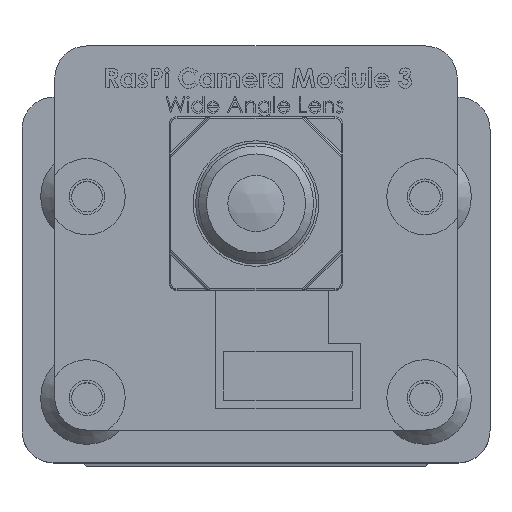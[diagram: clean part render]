
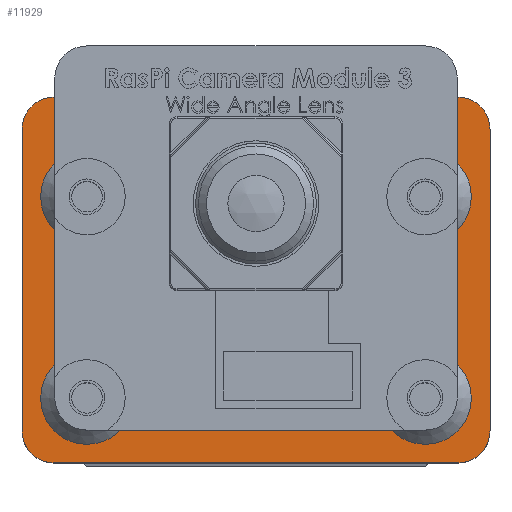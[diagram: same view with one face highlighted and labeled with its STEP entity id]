
A CAD part, top view. The second image highlights one B-rep face of the part: STEP entity #11929.
In plain terms, the highlighted planar face has unit normal (0, 0, 1).
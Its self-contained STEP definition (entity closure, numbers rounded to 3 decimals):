
#863=FACE_BOUND('',#2229,.T.);
#864=FACE_BOUND('',#2230,.T.);
#865=FACE_BOUND('',#2231,.T.);
#866=FACE_BOUND('',#2232,.T.);
#1497=FACE_OUTER_BOUND('',#2228,.T.);
#2228=EDGE_LOOP('',(#10744,#10745,#10746,#10747,#10748,#10749,#10750,#10751));
#2229=EDGE_LOOP('',(#10752));
#2230=EDGE_LOOP('',(#10753));
#2231=EDGE_LOOP('',(#10754));
#2232=EDGE_LOOP('',(#10755));
#2428=CIRCLE('',#12530,2.875);
#2430=CIRCLE('',#12533,2.);
#2431=CIRCLE('',#12534,2.);
#2432=CIRCLE('',#12535,2.);
#2433=CIRCLE('',#12536,2.);
#2434=CIRCLE('',#12537,2.875);
#2435=CIRCLE('',#12538,2.875);
#2436=CIRCLE('',#12539,2.875);
#3495=LINE('',#30457,#4601);
#3496=LINE('',#30461,#4602);
#3497=LINE('',#30465,#4603);
#3498=LINE('',#30468,#4604);
#4601=VECTOR('',#14733,10.);
#4602=VECTOR('',#14736,10.);
#4603=VECTOR('',#14739,10.);
#4604=VECTOR('',#14742,10.);
#5727=VERTEX_POINT('',#30447);
#5729=VERTEX_POINT('',#30453);
#5730=VERTEX_POINT('',#30454);
#5731=VERTEX_POINT('',#30456);
#5732=VERTEX_POINT('',#30458);
#5733=VERTEX_POINT('',#30460);
#5734=VERTEX_POINT('',#30462);
#5735=VERTEX_POINT('',#30464);
#5736=VERTEX_POINT('',#30466);
#5737=VERTEX_POINT('',#30469);
#5738=VERTEX_POINT('',#30471);
#5739=VERTEX_POINT('',#30473);
#7410=EDGE_CURVE('',#5727,#5727,#2428,.T.);
#7413=EDGE_CURVE('',#5729,#5730,#2430,.T.);
#7414=EDGE_CURVE('',#5731,#5729,#3495,.T.);
#7415=EDGE_CURVE('',#5732,#5731,#2431,.T.);
#7416=EDGE_CURVE('',#5732,#5733,#3496,.T.);
#7417=EDGE_CURVE('',#5734,#5733,#2432,.T.);
#7418=EDGE_CURVE('',#5734,#5735,#3497,.T.);
#7419=EDGE_CURVE('',#5736,#5735,#2433,.T.);
#7420=EDGE_CURVE('',#5736,#5730,#3498,.T.);
#7421=EDGE_CURVE('',#5737,#5737,#2434,.T.);
#7422=EDGE_CURVE('',#5738,#5738,#2435,.T.);
#7423=EDGE_CURVE('',#5739,#5739,#2436,.T.);
#10744=ORIENTED_EDGE('',*,*,#7413,.F.);
#10745=ORIENTED_EDGE('',*,*,#7414,.F.);
#10746=ORIENTED_EDGE('',*,*,#7415,.F.);
#10747=ORIENTED_EDGE('',*,*,#7416,.T.);
#10748=ORIENTED_EDGE('',*,*,#7417,.F.);
#10749=ORIENTED_EDGE('',*,*,#7418,.T.);
#10750=ORIENTED_EDGE('',*,*,#7419,.F.);
#10751=ORIENTED_EDGE('',*,*,#7420,.T.);
#10752=ORIENTED_EDGE('',*,*,#7421,.F.);
#10753=ORIENTED_EDGE('',*,*,#7422,.F.);
#10754=ORIENTED_EDGE('',*,*,#7423,.F.);
#10755=ORIENTED_EDGE('',*,*,#7410,.F.);
#11287=PLANE('',#12532);
#11929=ADVANCED_FACE('',(#1497,#863,#864,#865,#866),#11287,.F.);
#12530=AXIS2_PLACEMENT_3D('',#30448,#14724,#14725);
#12532=AXIS2_PLACEMENT_3D('',#30452,#14729,#14730);
#12533=AXIS2_PLACEMENT_3D('',#30455,#14731,#14732);
#12534=AXIS2_PLACEMENT_3D('',#30459,#14734,#14735);
#12535=AXIS2_PLACEMENT_3D('',#30463,#14737,#14738);
#12536=AXIS2_PLACEMENT_3D('',#30467,#14740,#14741);
#12537=AXIS2_PLACEMENT_3D('',#30470,#14743,#14744);
#12538=AXIS2_PLACEMENT_3D('',#30472,#14745,#14746);
#12539=AXIS2_PLACEMENT_3D('',#30474,#14747,#14748);
#14724=DIRECTION('center_axis',(0.,0.,1.));
#14725=DIRECTION('ref_axis',(1.,0.,0.));
#14729=DIRECTION('center_axis',(0.,0.,-1.));
#14730=DIRECTION('ref_axis',(1.,0.,0.));
#14731=DIRECTION('center_axis',(0.,0.,-1.));
#14732=DIRECTION('ref_axis',(0.707,0.707,0.));
#14733=DIRECTION('',(1.,0.,0.));
#14734=DIRECTION('center_axis',(0.,0.,-1.));
#14735=DIRECTION('ref_axis',(-0.707,0.707,0.));
#14736=DIRECTION('',(0.,-1.,0.));
#14737=DIRECTION('center_axis',(0.,0.,-1.));
#14738=DIRECTION('ref_axis',(-0.707,-0.707,0.));
#14739=DIRECTION('',(1.,0.,0.));
#14740=DIRECTION('center_axis',(0.,0.,-1.));
#14741=DIRECTION('ref_axis',(0.707,-0.707,0.));
#14742=DIRECTION('',(0.,1.,0.));
#14743=DIRECTION('center_axis',(0.,0.,1.));
#14744=DIRECTION('ref_axis',(1.,0.,0.));
#14745=DIRECTION('center_axis',(0.,0.,1.));
#14746=DIRECTION('ref_axis',(1.,0.,0.));
#14747=DIRECTION('center_axis',(0.,0.,1.));
#14748=DIRECTION('ref_axis',(1.,0.,0.));
#30447=CARTESIAN_POINT('',(-13.375,0.438,-4.619));
#30448=CARTESIAN_POINT('Origin',(-10.5,0.438,-4.619));
#30452=CARTESIAN_POINT('Origin',(0.,-5.812,-4.619));
#30453=CARTESIAN_POINT('',(12.535,6.633,-4.619));
#30454=CARTESIAN_POINT('',(14.535,4.633,-4.619));
#30455=CARTESIAN_POINT('Origin',(12.535,4.633,-4.619));
#30456=CARTESIAN_POINT('',(-12.535,6.633,-4.619));
#30457=CARTESIAN_POINT('',(-14.535,6.633,-4.619));
#30458=CARTESIAN_POINT('',(-14.535,4.633,-4.619));
#30459=CARTESIAN_POINT('Origin',(-12.535,4.633,-4.619));
#30460=CARTESIAN_POINT('',(-14.535,-14.097,-4.619));
#30461=CARTESIAN_POINT('',(-14.535,4.473,-4.619));
#30462=CARTESIAN_POINT('',(-12.535,-16.097,-4.619));
#30463=CARTESIAN_POINT('Origin',(-12.535,-14.097,-4.619));
#30464=CARTESIAN_POINT('',(12.535,-16.097,-4.619));
#30465=CARTESIAN_POINT('',(-14.535,-16.097,-4.619));
#30466=CARTESIAN_POINT('',(14.535,-14.097,-4.619));
#30467=CARTESIAN_POINT('Origin',(12.535,-14.097,-4.619));
#30468=CARTESIAN_POINT('',(14.535,4.473,-4.619));
#30469=CARTESIAN_POINT('',(7.625,0.438,-4.619));
#30470=CARTESIAN_POINT('Origin',(10.5,0.438,-4.619));
#30471=CARTESIAN_POINT('',(-13.375,-12.062,-4.619));
#30472=CARTESIAN_POINT('Origin',(-10.5,-12.062,-4.619));
#30473=CARTESIAN_POINT('',(7.625,-12.062,-4.619));
#30474=CARTESIAN_POINT('Origin',(10.5,-12.062,-4.619));
